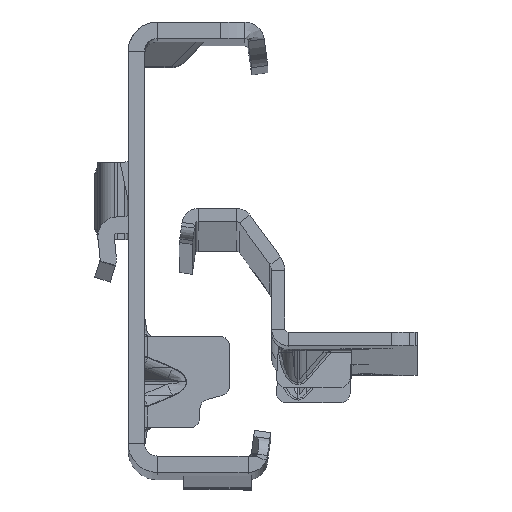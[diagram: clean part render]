
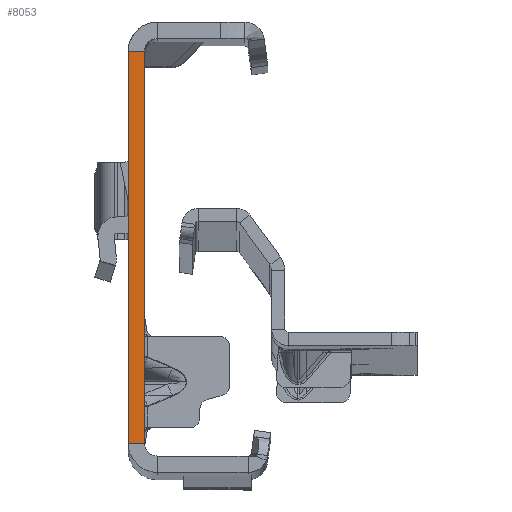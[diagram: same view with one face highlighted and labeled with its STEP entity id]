
A CAD part, top view. The second image highlights one B-rep face of the part: STEP entity #8053.
In plain terms, the highlighted planar face has unit normal (0, 0, 1).
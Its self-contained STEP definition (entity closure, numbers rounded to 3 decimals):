
#18 = ORIENTED_EDGE ( 'NONE', *, *, #14368, .F. ) ;
#493 = VECTOR ( 'NONE', #7525, 1000. ) ;
#907 = ORIENTED_EDGE ( 'NONE', *, *, #8161, .T. ) ;
#1073 = ORIENTED_EDGE ( 'NONE', *, *, #1152, .T. ) ;
#1152 = EDGE_CURVE ( 'NONE', #15053, #3698, #14739, .T. ) ;
#1209 = DIRECTION ( 'NONE',  ( -1., 0., 0. ) ) ;
#1780 = PLANE ( 'NONE',  #3672 ) ;
#1835 = CARTESIAN_POINT ( 'NONE',  ( 0., 30., 0. ) ) ;
#1861 = VECTOR ( 'NONE', #7649, 1000. ) ;
#1871 = DIRECTION ( 'NONE',  ( 1., 0., 0. ) ) ;
#3672 = AXIS2_PLACEMENT_3D ( 'NONE', #14434, #12959, #1871 ) ;
#3698 = VERTEX_POINT ( 'NONE', #10067 ) ;
#4706 = LINE ( 'NONE', #10674, #493 ) ;
#5965 = VERTEX_POINT ( 'NONE', #8101 ) ;
#6268 = CARTESIAN_POINT ( 'NONE',  ( -2.5, -32., 0. ) ) ;
#7525 = DIRECTION ( 'NONE',  ( 0., -1., 0. ) ) ;
#7649 = DIRECTION ( 'NONE',  ( -1., 0., 0. ) ) ;
#8053 = ADVANCED_FACE ( 'NONE', ( #10242 ), #1780, .T. ) ;
#8101 = CARTESIAN_POINT ( 'NONE',  ( 0., -30., 0. ) ) ;
#8161 = EDGE_CURVE ( 'NONE', #12696, #15053, #11971, .T. ) ;
#9279 = CARTESIAN_POINT ( 'NONE',  ( 0., -30., 0. ) ) ;
#10067 = CARTESIAN_POINT ( 'NONE',  ( -2.5, -30., 0. ) ) ;
#10242 = FACE_OUTER_BOUND ( 'NONE', #17411, .T. ) ;
#10287 = LINE ( 'NONE', #9279, #1861 ) ;
#10674 = CARTESIAN_POINT ( 'NONE',  ( 0., -32., 0. ) ) ;
#11691 = EDGE_CURVE ( 'NONE', #5965, #3698, #10287, .T. ) ;
#11826 = DIRECTION ( 'NONE',  ( 0., -1., 0. ) ) ;
#11879 = VECTOR ( 'NONE', #11826, 1000. ) ;
#11971 = LINE ( 'NONE', #13333, #15878 ) ;
#12098 = CARTESIAN_POINT ( 'NONE',  ( -2.5, 30., 0. ) ) ;
#12696 = VERTEX_POINT ( 'NONE', #1835 ) ;
#12959 = DIRECTION ( 'NONE',  ( 0., 0., 1. ) ) ;
#13051 = ORIENTED_EDGE ( 'NONE', *, *, #11691, .F. ) ;
#13333 = CARTESIAN_POINT ( 'NONE',  ( 0., 30., 0. ) ) ;
#14368 = EDGE_CURVE ( 'NONE', #12696, #5965, #4706, .T. ) ;
#14434 = CARTESIAN_POINT ( 'NONE',  ( -2.5, -32., 0. ) ) ;
#14739 = LINE ( 'NONE', #6268, #11879 ) ;
#15053 = VERTEX_POINT ( 'NONE', #12098 ) ;
#15878 = VECTOR ( 'NONE', #1209, 1000. ) ;
#17411 = EDGE_LOOP ( 'NONE', ( #18, #907, #1073, #13051 ) ) ;
